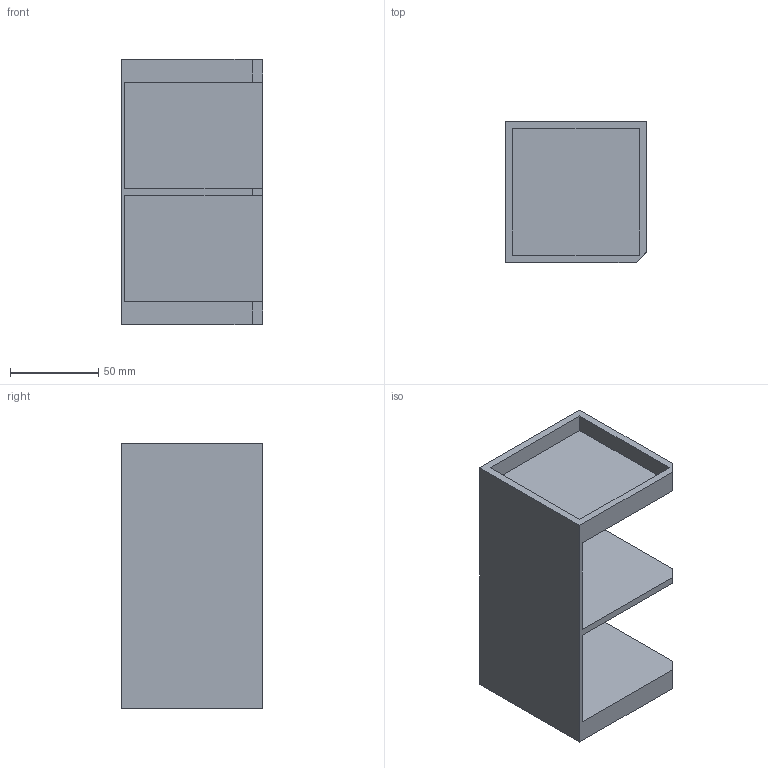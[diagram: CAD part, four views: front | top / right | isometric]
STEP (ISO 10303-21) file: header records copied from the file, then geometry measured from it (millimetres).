
FILE_DESCRIPTION (( 'STEP AP214' ), '1' );
FILE_NAME ('h2.STEP', '2025-07-09T20:31:41', ( '' ), ( '' ), 'SwSTEP 2.0', 'SolidWorks 2025', '' );
FILE_SCHEMA (( 'AUTOMOTIVE_DESIGN' ));
Length unit declared in the file: millimetre
Products named in the file (1): h2
Bounding box: 80 x 80 x 150 mm (x, y, z)
Volume: 128055.3 mm3; surface area: 90717 mm2
Topology: 1 solids, 1 shells, 27 faces, 69 edges, 46 vertices
Faces by surface type: plane 27
Entity records: 826 total; most frequent: CARTESIAN_POINT 143, ORIENTED_EDGE 138, DIRECTION 125, LINE 69, EDGE_CURVE 69, VECTOR 69, VERTEX_POINT 46, EDGE_LOOP 29
